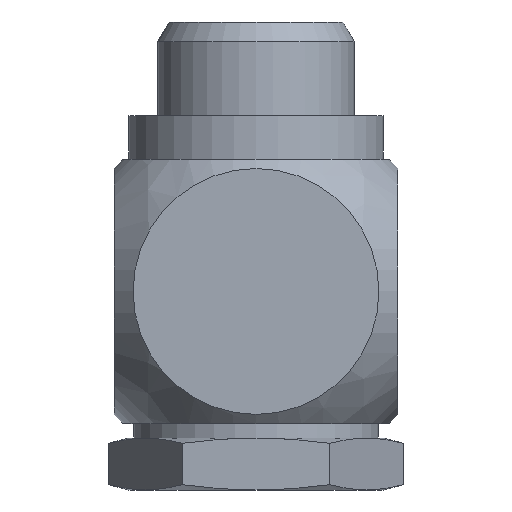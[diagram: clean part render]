
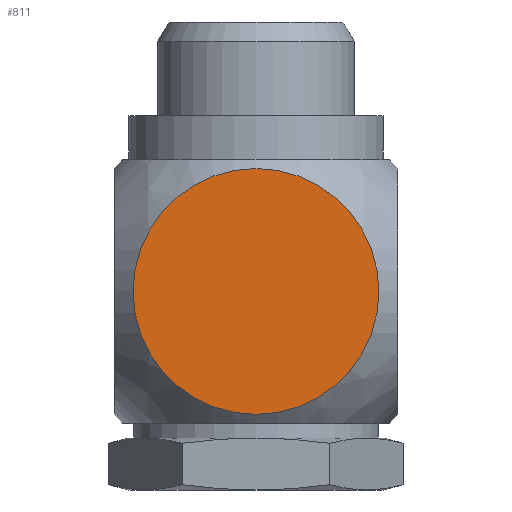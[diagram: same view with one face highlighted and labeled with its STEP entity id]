
A CAD part, left-side view. The second image highlights one B-rep face of the part: STEP entity #811.
In plain terms, the highlighted planar face has unit normal (-1, 0, 0).
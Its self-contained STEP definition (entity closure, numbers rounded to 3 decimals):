
#52=PLANE('',#920);
#219=FACE_OUTER_BOUND('',#306,.T.);
#306=EDGE_LOOP('',(#696));
#343=CIRCLE('',#842,13.001);
#392=VERTEX_POINT('',#1200);
#465=EDGE_CURVE('',#392,#392,#343,.T.);
#696=ORIENTED_EDGE('',*,*,#465,.F.);
#811=ADVANCED_FACE('',(#219),#52,.F.);
#842=AXIS2_PLACEMENT_3D('',#1201,#962,#963);
#920=AXIS2_PLACEMENT_3D('',#1431,#1124,#1125);
#962=DIRECTION('center_axis',(1.,0.,0.));
#963=DIRECTION('ref_axis',(0.,0.,1.));
#1124=DIRECTION('center_axis',(1.,0.,0.));
#1125=DIRECTION('ref_axis',(0.,0.,-1.));
#1200=CARTESIAN_POINT('',(-15.,13.001,0.));
#1201=CARTESIAN_POINT('Origin',(-15.,0.,0.));
#1431=CARTESIAN_POINT('Origin',(-15.,0.,0.));
